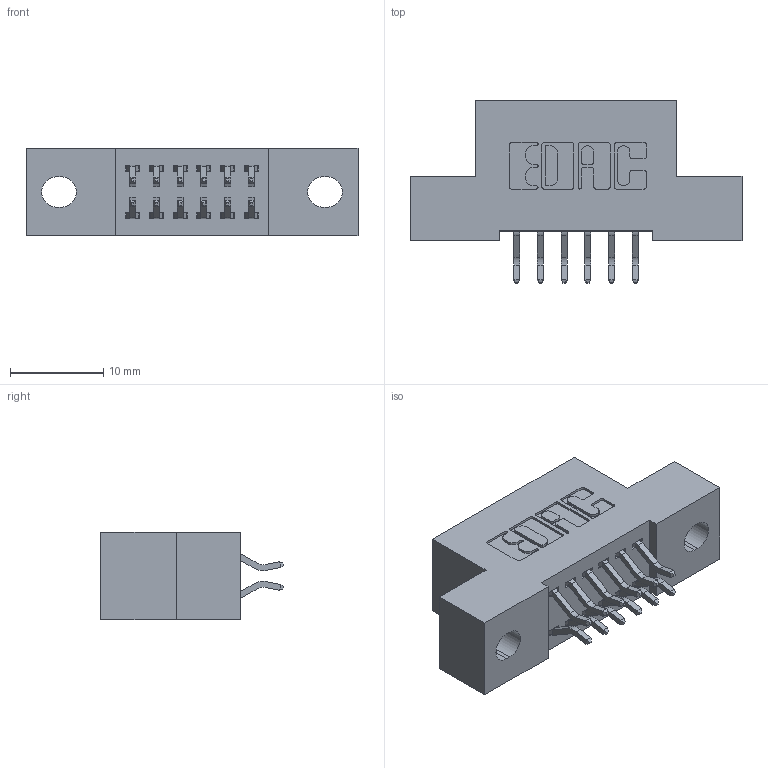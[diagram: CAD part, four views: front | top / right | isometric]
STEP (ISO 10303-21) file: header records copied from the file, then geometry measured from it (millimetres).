
FILE_DESCRIPTION (( 'STEP AP203' ), '1' );
FILE_NAME ('342-012-556-202.STEP', '2019-10-01T15:46:16', ( '' ), ( '' ), 'SwSTEP 2.0', 'SolidWorks 2016', '' );
FILE_SCHEMA (( 'CONFIG_CONTROL_DESIGN' ));
Length unit declared in the file: inch
Products named in the file (3): 342 Part_.128 Slot; 345-292-001_556 Tail; 342-012-556-202
Assembly tree (13 placements, depth 2):
  342-012-556-202
    342 Part_.128 Slot
    345-292-001_556 Tail  x12
Bounding box: 35.56 x 19.58 x 9.4 mm (x, y, z)
Volume: 2972.2 mm3; surface area: 3698.8 mm2
Topology: 13 solids, 13 shells, 810 faces, 2387 edges, 1574 vertices
Faces by surface type: plane 550, cylinder 260
Entity records: 8739 total; most frequent: CARTESIAN_POINT 1506, ORIENTED_EDGE 1430, DIRECTION 1339, EDGE_CURVE 715, VECTOR 579, LINE 579, VERTEX_POINT 474, AXIS2_PLACEMENT_3D 380
